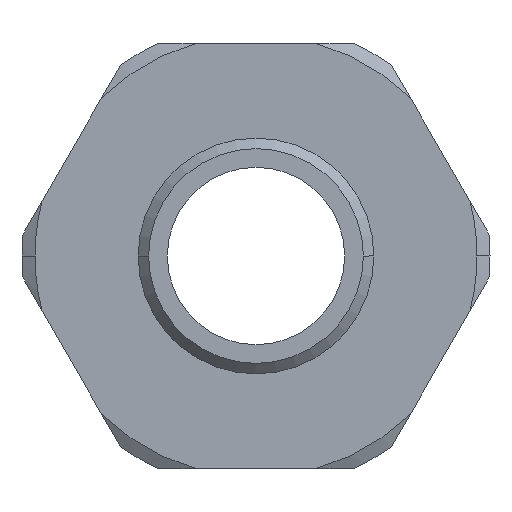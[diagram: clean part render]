
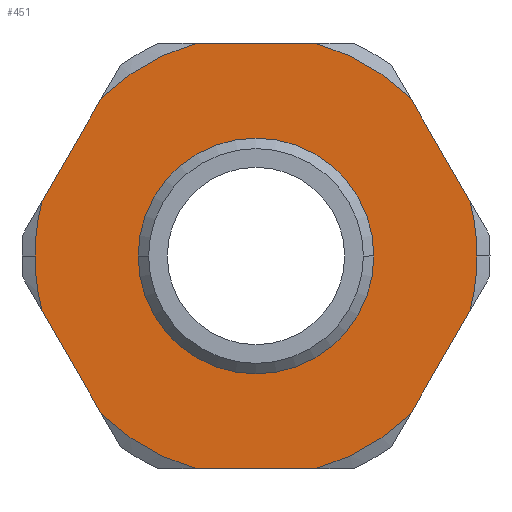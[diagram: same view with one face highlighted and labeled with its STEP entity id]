
A CAD part, left-side view. The second image highlights one B-rep face of the part: STEP entity #451.
In plain terms, the highlighted planar face has unit normal (-1, 0, 0).
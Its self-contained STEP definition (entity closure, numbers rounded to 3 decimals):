
#271 = VERTEX_POINT( '', #781 );
#273 = EDGE_CURVE( '', #673, #459, #783, .T. );
#293 = EDGE_CURVE( '', #403, #609, #805, .T. );
#297 = VERTEX_POINT( '', #810 );
#301 = EDGE_CURVE( '', #609, #673, #814, .T. );
#329 = VERTEX_POINT( '', #848 );
#331 = EDGE_CURVE( '', #297, #329, #850, .T. );
#341 = VERTEX_POINT( '', #861 );
#383 = VERTEX_POINT( '', #910 );
#399 = EDGE_CURVE( '', #613, #553, #927, .T. );
#403 = VERTEX_POINT( '', #931 );
#451 = ADVANCED_FACE( '', ( #982, #983 ), #984, .T. );
#459 = VERTEX_POINT( '', #994 );
#467 = VERTEX_POINT( '', #1002 );
#487 = EDGE_CURVE( '', #459, #599, #1022, .T. );
#489 = EDGE_CURVE( '', #383, #763, #1024, .T. );
#497 = EDGE_CURVE( '', #467, #611, #1033, .T. );
#499 = EDGE_CURVE( '', #599, #341, #1035, .T. );
#533 = EDGE_CURVE( '', #341, #383, #1072, .T. );
#537 = EDGE_CURVE( '', #271, #655, #1076, .T. );
#553 = VERTEX_POINT( '', #1092 );
#567 = EDGE_CURVE( '', #553, #297, #1109, .T. );
#599 = VERTEX_POINT( '', #1146 );
#609 = VERTEX_POINT( '', #1156 );
#611 = VERTEX_POINT( '', #1158 );
#613 = VERTEX_POINT( '', #1160 );
#655 = VERTEX_POINT( '', #1207 );
#673 = VERTEX_POINT( '', #1226 );
#683 = EDGE_CURVE( '', #763, #467, #1236, .T. );
#709 = EDGE_CURVE( '', #655, #271, #1264, .T. );
#719 = EDGE_CURVE( '', #329, #403, #1274, .T. );
#757 = EDGE_CURVE( '', #611, #613, #1319, .T. );
#763 = VERTEX_POINT( '', #1327 );
#781 = CARTESIAN_POINT( '', ( 21., -16.625, 0. ) );
#783 = CIRCLE( '', #1338, 31.16 );
#805 = LINE( '', #1369, #1370 );
#810 = CARTESIAN_POINT( '', ( 21., -8.423, 30. ) );
#814 = CIRCLE( '', #1381, 31.16 );
#848 = CARTESIAN_POINT( '', ( 21., 8.423, 30. ) );
#850 = LINE( '', #1433, #1434 );
#861 = CARTESIAN_POINT( '', ( 21., 8.423, -30. ) );
#910 = CARTESIAN_POINT( '', ( 21., -8.423, -30. ) );
#927 = LINE( '', #1565, #1566 );
#931 = CARTESIAN_POINT( '', ( 21., 21.769, 22.294 ) );
#982 = FACE_OUTER_BOUND( '', #1665, .T. );
#983 = FACE_BOUND( '', #1666, .T. );
#984 = PLANE( '', #1667 );
#994 = CARTESIAN_POINT( '', ( 21., 30.192, -7.706 ) );
#1002 = CARTESIAN_POINT( '', ( 21., -30.192, -7.706 ) );
#1022 = LINE( '', #1713, #1714 );
#1024 = CIRCLE( '', #1717, 31.16 );
#1033 = CIRCLE( '', #1729, 31.16 );
#1035 = CIRCLE( '', #1732, 31.16 );
#1072 = LINE( '', #1798, #1799 );
#1076 = CIRCLE( '', #1814, 16.625 );
#1092 = CARTESIAN_POINT( '', ( 21., -21.769, 22.294 ) );
#1109 = CIRCLE( '', #1858, 31.16 );
#1146 = CARTESIAN_POINT( '', ( 21., 21.769, -22.294 ) );
#1156 = CARTESIAN_POINT( '', ( 21., 30.192, 7.706 ) );
#1158 = CARTESIAN_POINT( '', ( 21., -31.16, 0. ) );
#1160 = CARTESIAN_POINT( '', ( 21., -30.192, 7.706 ) );
#1207 = CARTESIAN_POINT( '', ( 21., 16.625, 0. ) );
#1226 = CARTESIAN_POINT( '', ( 21., 31.16, 0. ) );
#1236 = LINE( '', #2103, #2104 );
#1264 = CIRCLE( '', #2154, 16.625 );
#1274 = CIRCLE( '', #2167, 31.16 );
#1319 = CIRCLE( '', #2249, 31.16 );
#1327 = CARTESIAN_POINT( '', ( 21., -21.769, -22.294 ) );
#1338 = AXIS2_PLACEMENT_3D( '', #2260, #2261, #2262 );
#1369 = CARTESIAN_POINT( '', ( 21., 33.297, 2.327 ) );
#1370 = VECTOR( '', #2288, 1. );
#1381 = AXIS2_PLACEMENT_3D( '', #2300, #2301, #2302 );
#1433 = CARTESIAN_POINT( '', ( 21., 20.607, 30. ) );
#1434 = VECTOR( '', #2348, 1. );
#1565 = CARTESIAN_POINT( '', ( 21., -18.664, 27.673 ) );
#1566 = VECTOR( '', #2445, 1. );
#1665 = EDGE_LOOP( '', ( #2487, #2488, #2489, #2490, #2491, #2492, #2493, #2494, #2495, #2496, #2497, #2498, #2499, #2500 ) );
#1666 = EDGE_LOOP( '', ( #2501, #2502 ) );
#1667 = AXIS2_PLACEMENT_3D( '', #2503, #2504, #2505 );
#1713 = CARTESIAN_POINT( '', ( 21., 24.637, -17.327 ) );
#1714 = VECTOR( '', #2533, 1. );
#1717 = AXIS2_PLACEMENT_3D( '', #2534, #2535, #2536 );
#1729 = AXIS2_PLACEMENT_3D( '', #2546, #2547, #2548 );
#1732 = AXIS2_PLACEMENT_3D( '', #2549, #2550, #2551 );
#1798 = CARTESIAN_POINT( '', ( 21., 3.286, -30. ) );
#1799 = VECTOR( '', #2590, 1. );
#1814 = AXIS2_PLACEMENT_3D( '', #2591, #2592, #2593 );
#1858 = AXIS2_PLACEMENT_3D( '', #2625, #2626, #2627 );
#2103 = CARTESIAN_POINT( '', ( 21., -27.324, -12.673 ) );
#2104 = VECTOR( '', #2765, 1. );
#2154 = AXIS2_PLACEMENT_3D( '', #2790, #2791, #2792 );
#2167 = AXIS2_PLACEMENT_3D( '', #2799, #2800, #2801 );
#2249 = AXIS2_PLACEMENT_3D( '', #2871, #2872, #2873 );
#2260 = CARTESIAN_POINT( '', ( 21., 0., 0. ) );
#2261 = DIRECTION( '', ( -1., 0., 0. ) );
#2262 = DIRECTION( '', ( 0., 1., 0. ) );
#2288 = DIRECTION( '', ( 0., 0.5, -0.866 ) );
#2300 = CARTESIAN_POINT( '', ( 21., 0., 0. ) );
#2301 = DIRECTION( '', ( -1., 0., 0. ) );
#2302 = DIRECTION( '', ( 0., 1., 0. ) );
#2348 = DIRECTION( '', ( 0., 1., 0. ) );
#2445 = DIRECTION( '', ( 0., 0.5, 0.866 ) );
#2487 = ORIENTED_EDGE( '', *, *, #399, .T. );
#2488 = ORIENTED_EDGE( '', *, *, #567, .T. );
#2489 = ORIENTED_EDGE( '', *, *, #331, .T. );
#2490 = ORIENTED_EDGE( '', *, *, #719, .T. );
#2491 = ORIENTED_EDGE( '', *, *, #293, .T. );
#2492 = ORIENTED_EDGE( '', *, *, #301, .T. );
#2493 = ORIENTED_EDGE( '', *, *, #273, .T. );
#2494 = ORIENTED_EDGE( '', *, *, #487, .T. );
#2495 = ORIENTED_EDGE( '', *, *, #499, .T. );
#2496 = ORIENTED_EDGE( '', *, *, #533, .T. );
#2497 = ORIENTED_EDGE( '', *, *, #489, .T. );
#2498 = ORIENTED_EDGE( '', *, *, #683, .T. );
#2499 = ORIENTED_EDGE( '', *, *, #497, .T. );
#2500 = ORIENTED_EDGE( '', *, *, #757, .T. );
#2501 = ORIENTED_EDGE( '', *, *, #709, .F. );
#2502 = ORIENTED_EDGE( '', *, *, #537, .F. );
#2503 = CARTESIAN_POINT( '', ( 21., 23.893, 0. ) );
#2504 = DIRECTION( '', ( -1., 0., 0. ) );
#2505 = DIRECTION( '', ( 0., 1., 0. ) );
#2533 = DIRECTION( '', ( 0., -0.5, -0.866 ) );
#2534 = CARTESIAN_POINT( '', ( 21., 0., 0. ) );
#2535 = DIRECTION( '', ( -1., 0., 0. ) );
#2536 = DIRECTION( '', ( 0., 1., 0. ) );
#2546 = CARTESIAN_POINT( '', ( 21., 0., 0. ) );
#2547 = DIRECTION( '', ( -1., 0., 0. ) );
#2548 = DIRECTION( '', ( 0., 1., 0. ) );
#2549 = CARTESIAN_POINT( '', ( 21., 0., 0. ) );
#2550 = DIRECTION( '', ( -1., 0., 0. ) );
#2551 = DIRECTION( '', ( 0., 1., 0. ) );
#2590 = DIRECTION( '', ( 0., -1., 0. ) );
#2591 = CARTESIAN_POINT( '', ( 21., 0., 0. ) );
#2592 = DIRECTION( '', ( -1., 0., 0. ) );
#2593 = DIRECTION( '', ( 0., 1., 0. ) );
#2625 = CARTESIAN_POINT( '', ( 21., 0., 0. ) );
#2626 = DIRECTION( '', ( -1., 0., 0. ) );
#2627 = DIRECTION( '', ( 0., 1., 0. ) );
#2765 = DIRECTION( '', ( 0., -0.5, 0.866 ) );
#2790 = CARTESIAN_POINT( '', ( 21., 0., 0. ) );
#2791 = DIRECTION( '', ( -1., 0., 0. ) );
#2792 = DIRECTION( '', ( 0., 1., 0. ) );
#2799 = CARTESIAN_POINT( '', ( 21., 0., 0. ) );
#2800 = DIRECTION( '', ( -1., 0., 0. ) );
#2801 = DIRECTION( '', ( 0., 1., 0. ) );
#2871 = CARTESIAN_POINT( '', ( 21., 0., 0. ) );
#2872 = DIRECTION( '', ( -1., 0., 0. ) );
#2873 = DIRECTION( '', ( 0., 1., 0. ) );
